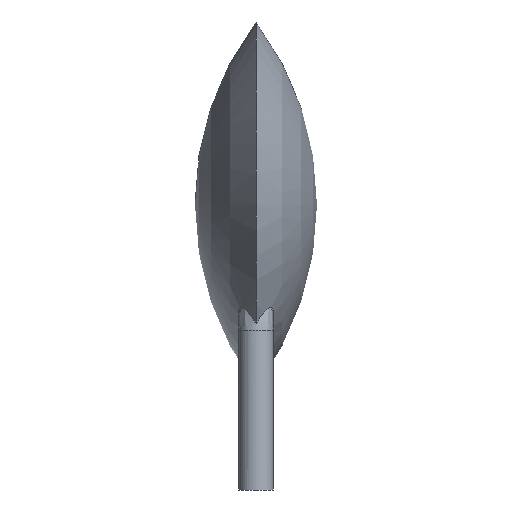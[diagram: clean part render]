
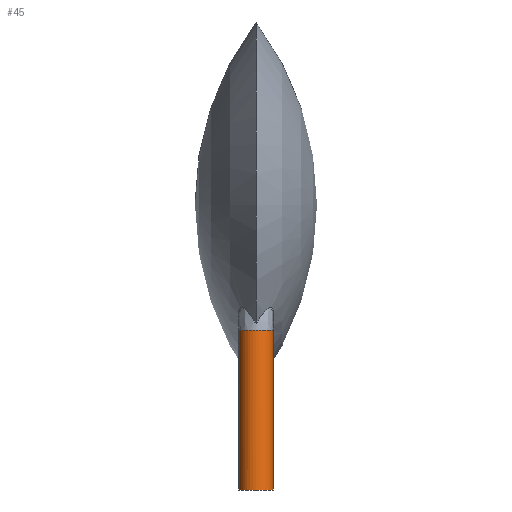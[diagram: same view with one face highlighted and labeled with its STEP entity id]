
A CAD part, left-side view. The second image highlights one B-rep face of the part: STEP entity #45.
In plain terms, the highlighted cylindrical face has radius 0.35 mm (diameter 0.7 mm), a full revolution.
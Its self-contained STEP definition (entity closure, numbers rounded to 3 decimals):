
#32 = EDGE_CURVE('',#33,#33,#35,.T.);
#33 = VERTEX_POINT('',#34);
#34 = CARTESIAN_POINT('',(-2.5,-0.35,-2.));
#35 = CIRCLE('',#36,0.35);
#36 = AXIS2_PLACEMENT_3D('',#37,#38,#39);
#37 = CARTESIAN_POINT('',(-2.5,0.,-2.));
#38 = DIRECTION('',(-0.,0.,1.));
#39 = DIRECTION('',(0.,-1.,0.));
#45 = ADVANCED_FACE('',(#46),#112,.T.);
#46 = FACE_BOUND('',#47,.F.);
#47 = EDGE_LOOP('',(#48,#49,#57,#66,#85,#104,#111));
#48 = ORIENTED_EDGE('',*,*,#32,.F.);
#49 = ORIENTED_EDGE('',*,*,#50,.T.);
#50 = EDGE_CURVE('',#33,#51,#53,.T.);
#51 = VERTEX_POINT('',#52);
#52 = CARTESIAN_POINT('',(-2.5,-0.35,1.275));
#53 = LINE('',#54,#55);
#54 = CARTESIAN_POINT('',(-2.5,-0.35,-2.));
#55 = VECTOR('',#56,1.);
#56 = DIRECTION('',(0.,0.,1.));
#57 = ORIENTED_EDGE('',*,*,#58,.T.);
#58 = EDGE_CURVE('',#51,#59,#61,.T.);
#59 = VERTEX_POINT('',#60);
#60 = CARTESIAN_POINT('',(-2.241,-0.235,1.275));
#61 = CIRCLE('',#62,0.35);
#62 = AXIS2_PLACEMENT_3D('',#63,#64,#65);
#63 = CARTESIAN_POINT('',(-2.5,0.,1.275));
#64 = DIRECTION('',(-0.,0.,1.));
#65 = DIRECTION('',(0.,-1.,0.));
#66 = ORIENTED_EDGE('',*,*,#67,.T.);
#67 = EDGE_CURVE('',#59,#68,#70,.T.);
#68 = VERTEX_POINT('',#69);
#69 = CARTESIAN_POINT('',(-2.15,0.,0.778));
#70 = B_SPLINE_CURVE_WITH_KNOTS('',7,(#71,#72,#73,#74,#75,#76,#77,#78,
#79,#80,#81,#82,#83,#84),.UNSPECIFIED.,.F.,.F.,(8,6,8),(0.,
0.514,1.),.UNSPECIFIED.);
#71 = CARTESIAN_POINT('',(-2.241,-0.235,1.275));
#72 = CARTESIAN_POINT('',(-2.23,-0.224,1.242
));
#73 = CARTESIAN_POINT('',(-2.22,-0.211,1.208
));
#74 = CARTESIAN_POINT('',(-2.21,-0.198,1.173)
);
#75 = CARTESIAN_POINT('',(-2.201,-0.183,1.138));
#76 = CARTESIAN_POINT('',(-2.192,-0.168,1.102
));
#77 = CARTESIAN_POINT('',(-2.184,-0.152,1.066)
);
#78 = CARTESIAN_POINT('',(-2.17,-0.118,0.994
));
#79 = CARTESIAN_POINT('',(-2.164,-0.101,0.958
));
#80 = CARTESIAN_POINT('',(-2.159,-0.083,
0.923));
#81 = CARTESIAN_POINT('',(-2.155,-0.064,
0.886));
#82 = CARTESIAN_POINT('',(-2.152,-0.043,
0.85));
#83 = CARTESIAN_POINT('',(-2.15,-0.022,0.813));
#84 = CARTESIAN_POINT('',(-2.15,0.,0.778));
#85 = ORIENTED_EDGE('',*,*,#86,.T.);
#86 = EDGE_CURVE('',#68,#87,#89,.T.);
#87 = VERTEX_POINT('',#88);
#88 = CARTESIAN_POINT('',(-2.241,0.235,1.275));
#89 = B_SPLINE_CURVE_WITH_KNOTS('',7,(#90,#91,#92,#93,#94,#95,#96,#97,
#98,#99,#100,#101,#102,#103),.UNSPECIFIED.,.F.,.F.,(8,6,8),(0.,
0.485,1.),.UNSPECIFIED.);
#90 = CARTESIAN_POINT('',(-2.15,0.,0.778));
#91 = CARTESIAN_POINT('',(-2.15,0.022,0.813));
#92 = CARTESIAN_POINT('',(-2.152,0.043,
0.85));
#93 = CARTESIAN_POINT('',(-2.155,0.063,
0.886));
#94 = CARTESIAN_POINT('',(-2.159,0.083,
0.922));
#95 = CARTESIAN_POINT('',(-2.164,0.101,0.958)
);
#96 = CARTESIAN_POINT('',(-2.17,0.118,0.993)
);
#97 = CARTESIAN_POINT('',(-2.184,0.152,1.065)
);
#98 = CARTESIAN_POINT('',(-2.192,0.168,1.102)
);
#99 = CARTESIAN_POINT('',(-2.201,0.183,1.138)
);
#100 = CARTESIAN_POINT('',(-2.21,0.198,1.173
));
#101 = CARTESIAN_POINT('',(-2.22,0.211,1.208
));
#102 = CARTESIAN_POINT('',(-2.23,0.224,1.242)
);
#103 = CARTESIAN_POINT('',(-2.241,0.235,1.275));
#104 = ORIENTED_EDGE('',*,*,#105,.T.);
#105 = EDGE_CURVE('',#87,#51,#106,.T.);
#106 = CIRCLE('',#107,0.35);
#107 = AXIS2_PLACEMENT_3D('',#108,#109,#110);
#108 = CARTESIAN_POINT('',(-2.5,0.,1.275));
#109 = DIRECTION('',(-0.,0.,1.));
#110 = DIRECTION('',(0.,-1.,0.));
#111 = ORIENTED_EDGE('',*,*,#50,.F.);
#112 = CYLINDRICAL_SURFACE('',#113,0.35);
#113 = AXIS2_PLACEMENT_3D('',#114,#115,#116);
#114 = CARTESIAN_POINT('',(-2.5,0.,-2.));
#115 = DIRECTION('',(-0.,0.,-1.));
#116 = DIRECTION('',(0.,-1.,0.));
